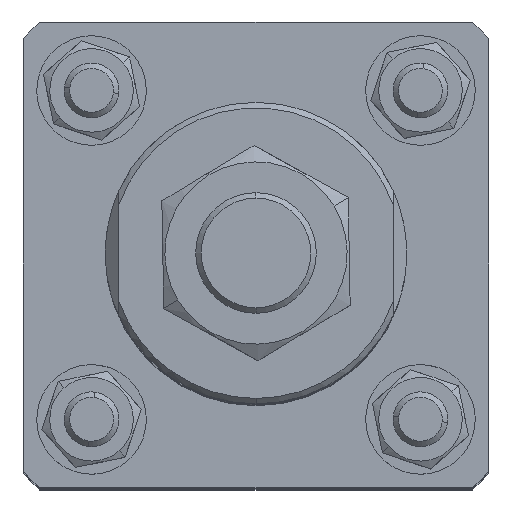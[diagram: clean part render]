
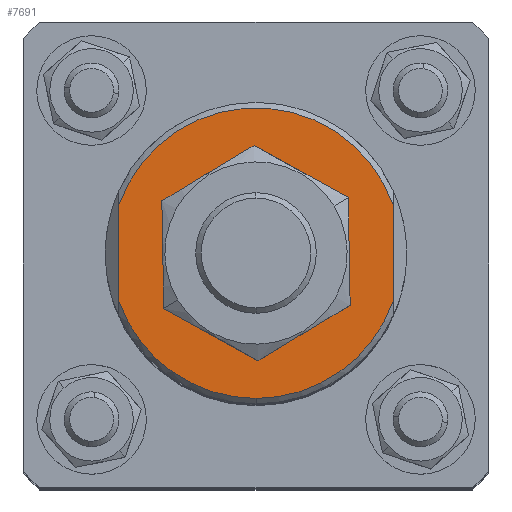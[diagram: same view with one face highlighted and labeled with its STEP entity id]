
A CAD part, top view. The second image highlights one B-rep face of the part: STEP entity #7691.
In plain terms, the highlighted face is planar.
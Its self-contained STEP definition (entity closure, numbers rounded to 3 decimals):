
#6 = CARTESIAN_POINT ( 'NONE',  ( -25., 50., 8.789 ) ) ;
#10 = CARTESIAN_POINT ( 'NONE',  ( -25., 50., -8.789 ) ) ;
#12 = CARTESIAN_POINT ( 'NONE',  ( 25., 50., -8.789 ) ) ;
#280 = DIRECTION ( 'NONE',  ( 0., 0., 1. ) ) ;
#340 = CARTESIAN_POINT ( 'NONE',  ( 25., 50., 8.789 ) ) ;
#372 = CARTESIAN_POINT ( 'NONE',  ( 0., 50., -26.5 ) ) ;
#440 = CARTESIAN_POINT ( 'NONE',  ( 0., 50., 11.25 ) ) ;
#442 = CARTESIAN_POINT ( 'NONE',  ( 0., 50., -11.25 ) ) ;
#793 = FACE_OUTER_BOUND ( 'NONE', #6117, .T. ) ;
#799 = FACE_BOUND ( 'NONE', #6120, .T. ) ;
#936 = VERTEX_POINT ( 'NONE', #12 ) ;
#955 = VERTEX_POINT ( 'NONE', #10 ) ;
#961 = VERTEX_POINT ( 'NONE', #6 ) ;
#986 = VERTEX_POINT ( 'NONE', #440 ) ;
#1007 = VERTEX_POINT ( 'NONE', #442 ) ;
#1031 = VERTEX_POINT ( 'NONE', #340 ) ;
#1036 = VERTEX_POINT ( 'NONE', #372 ) ;
#1331 = CIRCLE ( 'NONE', #5390, 26.5 ) ;
#1339 = LINE ( 'NONE', #1947, #1340 ) ;
#1340 = VECTOR ( 'NONE', #1953, 1000. ) ;
#1479 = VECTOR ( 'NONE', #6820, 1000. ) ;
#1497 = CIRCLE ( 'NONE', #4290, 26.5 ) ;
#1507 = LINE ( 'NONE', #6823, #1479 ) ;
#1785 = CIRCLE ( 'NONE', #4313, 11.25 ) ;
#1834 = CIRCLE ( 'NONE', #5365, 11.25 ) ;
#1835 = CIRCLE ( 'NONE', #5368, 26.5 ) ;
#1947 = CARTESIAN_POINT ( 'NONE',  ( 25., 50., -12.5 ) ) ;
#1953 = DIRECTION ( 'NONE',  ( 0., 0., 1. ) ) ;
#2490 = CARTESIAN_POINT ( 'NONE',  ( 0., 50., 0. ) ) ;
#2491 = DIRECTION ( 'NONE',  ( 0., -1., 0. ) ) ;
#2492 = DIRECTION ( 'NONE',  ( 0., 0., 1. ) ) ;
#2502 = CARTESIAN_POINT ( 'NONE',  ( 0., 50., 0. ) ) ;
#2503 = DIRECTION ( 'NONE',  ( 0., 1., 0. ) ) ;
#4290 = AXIS2_PLACEMENT_3D ( 'NONE', #6720, #6722, #6724 ) ;
#4313 = AXIS2_PLACEMENT_3D ( 'NONE', #6942, #6944, #6946 ) ;
#4401 = AXIS2_PLACEMENT_3D ( 'NONE', #7425, #7430, #7431 ) ;
#4759 = EDGE_CURVE ( 'NONE', #936, #1031, #1339, .T. ) ;
#4967 = EDGE_CURVE ( 'NONE', #986, #1007, #1834, .T. ) ;
#4972 = EDGE_CURVE ( 'NONE', #961, #1031, #1835, .T. ) ;
#5064 = EDGE_CURVE ( 'NONE', #1036, #955, #1331, .T. ) ;
#5132 = EDGE_CURVE ( 'NONE', #936, #1036, #1497, .T. ) ;
#5169 = EDGE_CURVE ( 'NONE', #955, #961, #1507, .T. ) ;
#5192 = EDGE_CURVE ( 'NONE', #1007, #986, #1785, .T. ) ;
#5365 = AXIS2_PLACEMENT_3D ( 'NONE', #2490, #2491, #2492 ) ;
#5368 = AXIS2_PLACEMENT_3D ( 'NONE', #2502, #2503, #280 ) ;
#5390 = AXIS2_PLACEMENT_3D ( 'NONE', #6546, #6547, #6548 ) ;
#6003 = ORIENTED_EDGE ( 'NONE', *, *, #4972, .T. ) ;
#6117 = EDGE_LOOP ( 'NONE', ( #6003, #6998, #6952, #6684, #6947 ) ) ;
#6120 = EDGE_LOOP ( 'NONE', ( #6699, #6950 ) ) ;
#6546 = CARTESIAN_POINT ( 'NONE',  ( 0., 50., 0. ) ) ;
#6547 = DIRECTION ( 'NONE',  ( 0., 1., 0. ) ) ;
#6548 = DIRECTION ( 'NONE',  ( 0., 0., 1. ) ) ;
#6684 = ORIENTED_EDGE ( 'NONE', *, *, #5064, .T. ) ;
#6699 = ORIENTED_EDGE ( 'NONE', *, *, #4967, .T. ) ;
#6720 = CARTESIAN_POINT ( 'NONE',  ( 0., 50., 0. ) ) ;
#6722 = DIRECTION ( 'NONE',  ( 0., 1., 0. ) ) ;
#6724 = DIRECTION ( 'NONE',  ( 0., 0., 1. ) ) ;
#6820 = DIRECTION ( 'NONE',  ( 0., 0., 1. ) ) ;
#6823 = CARTESIAN_POINT ( 'NONE',  ( -25., 50., -12.5 ) ) ;
#6942 = CARTESIAN_POINT ( 'NONE',  ( 0., 50., 0. ) ) ;
#6944 = DIRECTION ( 'NONE',  ( 0., -1., 0. ) ) ;
#6946 = DIRECTION ( 'NONE',  ( 0., 0., 1. ) ) ;
#6947 = ORIENTED_EDGE ( 'NONE', *, *, #5169, .T. ) ;
#6950 = ORIENTED_EDGE ( 'NONE', *, *, #5192, .T. ) ;
#6952 = ORIENTED_EDGE ( 'NONE', *, *, #5132, .T. ) ;
#6998 = ORIENTED_EDGE ( 'NONE', *, *, #4759, .F. ) ;
#7425 = CARTESIAN_POINT ( 'NONE',  ( 0., 50., 0. ) ) ;
#7428 = PLANE ( 'NONE',  #4401 ) ;
#7430 = DIRECTION ( 'NONE',  ( 0., 1., 0. ) ) ;
#7431 = DIRECTION ( 'NONE',  ( 0., 0., 1. ) ) ;
#7691 = ADVANCED_FACE ( 'NONE', ( #799, #793 ), #7428, .T. ) ;
